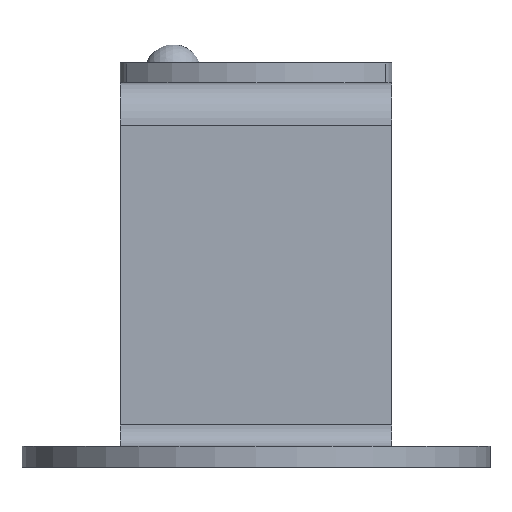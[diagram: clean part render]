
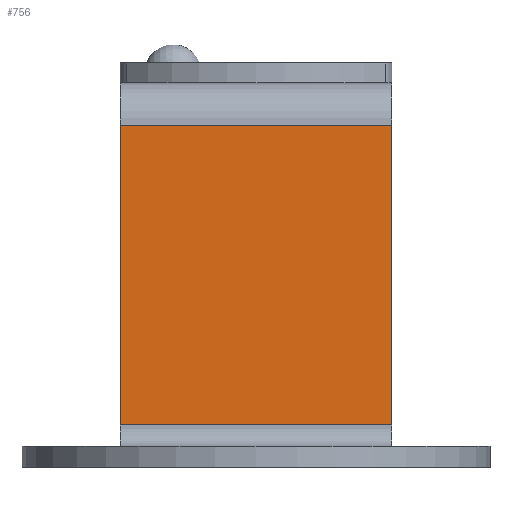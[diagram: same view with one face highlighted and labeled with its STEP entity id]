
A CAD part, front view. The second image highlights one B-rep face of the part: STEP entity #756.
In plain terms, the highlighted planar face has unit normal (0, -1, 0).
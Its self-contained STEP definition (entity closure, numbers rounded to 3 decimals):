
#473=CARTESIAN_POINT('',(13.027,14.491,25.8));
#474=VERTEX_POINT('',#473);
#482=CARTESIAN_POINT('',(13.027,14.491,3.2));
#483=VERTEX_POINT('',#482);
#484=CARTESIAN_POINT('',(13.027,14.491,3.2));
#485=DIRECTION('',(0.0,0.0,1.0));
#486=VECTOR('',#485,22.6);
#487=LINE('',#484,#486);
#488=EDGE_CURVE('',#483,#474,#487,.T.);
#678=CARTESIAN_POINT('',(-7.473,14.491,3.2));
#679=VERTEX_POINT('',#678);
#687=CARTESIAN_POINT('',(-7.473,14.491,25.8));
#688=VERTEX_POINT('',#687);
#689=CARTESIAN_POINT('',(-7.473,14.491,25.8));
#690=DIRECTION('',(0.0,0.0,-1.0));
#691=VECTOR('',#690,22.6);
#692=LINE('',#689,#691);
#693=EDGE_CURVE('',#688,#679,#692,.T.);
#730=CARTESIAN_POINT('',(13.027,14.491,25.8));
#731=DIRECTION('',(-1.0,0.0,0.0));
#732=VECTOR('',#731,20.5);
#733=LINE('',#730,#732);
#734=EDGE_CURVE('',#474,#688,#733,.T.);
#740=CARTESIAN_POINT('',(13.027,14.491,29.));
#741=DIRECTION('',(0.0,-1.0,0.0));
#742=DIRECTION('',(0.0,0.0,-1.0));
#743=AXIS2_PLACEMENT_3D('',#740,#741,#742);
#744=PLANE('',#743);
#745=ORIENTED_EDGE('',*,*,#734,.T.);
#746=ORIENTED_EDGE('',*,*,#693,.T.);
#747=CARTESIAN_POINT('',(13.027,14.491,3.2));
#748=DIRECTION('',(-1.0,0.0,0.0));
#749=VECTOR('',#748,20.5);
#750=LINE('',#747,#749);
#751=EDGE_CURVE('',#483,#679,#750,.T.);
#752=ORIENTED_EDGE('',*,*,#751,.F.);
#753=ORIENTED_EDGE('',*,*,#488,.T.);
#754=EDGE_LOOP('',(#745,#746,#752,#753));
#755=FACE_OUTER_BOUND('',#754,.T.);
#756=ADVANCED_FACE('',(#755),#744,.T.);
